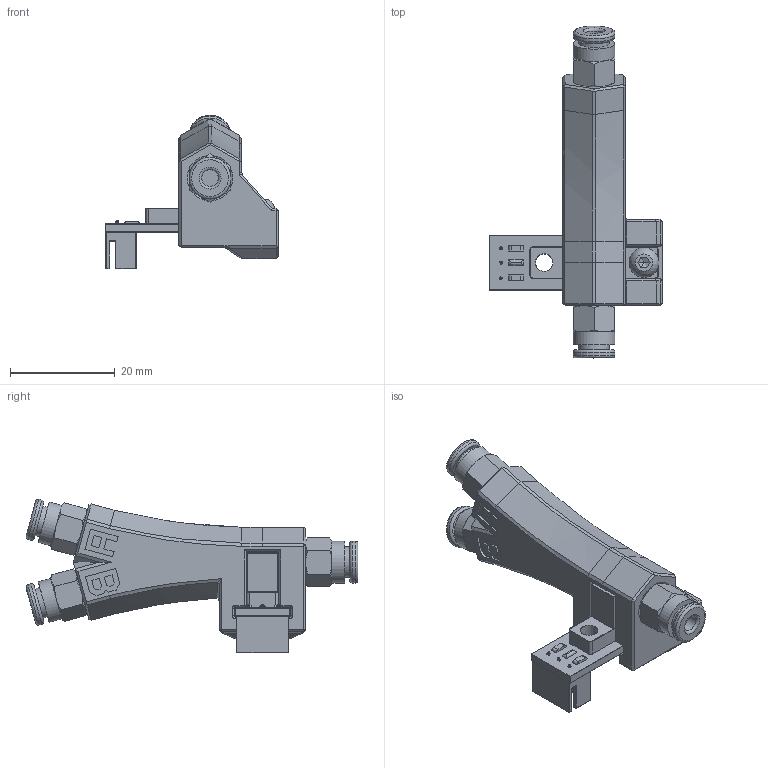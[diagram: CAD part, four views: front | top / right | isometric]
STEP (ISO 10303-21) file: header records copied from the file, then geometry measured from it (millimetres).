
FILE_DESCRIPTION(/* description */ (''),/* implementation_level */ '2;1');
FILE_NAME(/* name */ 'Optical_Y_Splitter_M6.step',/* time_stamp */ '2024-04-11T08:18:29+02:00',/* author */ (''),/* organization */ (''),/* preprocessor_version */ 'ST-DEVELOPER v20',/* originating_system */ 'Autodesk Translation Framework v12.20.1.177',/* authorisation */ '');
FILE_SCHEMA (('AUTOMOTIVE_DESIGN { 1 0 10303 214 3 1 1 }'));
Length unit declared in the file: millimetre
Products named in the file (6): Smart_Y_Splitter; Optical Switch v1; SmartYSplitter; M6 Pneumatic joint; M6 Pneumatic joint v2(Mirror); M3X8 BHSC v1
Assembly tree (6 placements, depth 2):
  Smart_Y_Splitter
    Optical Switch v1
    SmartYSplitter
    M6 Pneumatic joint  x2
    M6 Pneumatic joint v2(Mirror)
    M3X8 BHSC v1
Bounding box: 33 x 63.49 x 29.39 mm (x, y, z)
Volume: 10538 mm3; surface area: 8713.9 mm2
Topology: 22 solids, 22 shells, 903 faces, 2071 edges, 1166 vertices
Faces by surface type: plane 418, cylinder 257, sphere 86, bspline 59, cone 42, torus 41
Full cylindrical faces by diameter (mm): 2.8 x1, 3 x1, 3.2 x6, 3.3 x4, 5.791 x3, 5.9 x10, 6 x12, 6.147 x8, 8 x6
Entity records: 34068 total; most frequent: CARTESIAN_POINT 15351, ORIENTED_EDGE 3790, DIRECTION 3786, EDGE_CURVE 1895, AXIS2_PLACEMENT_3D 1329, LINE 1128, VECTOR 1128, VERTEX_POINT 1101
